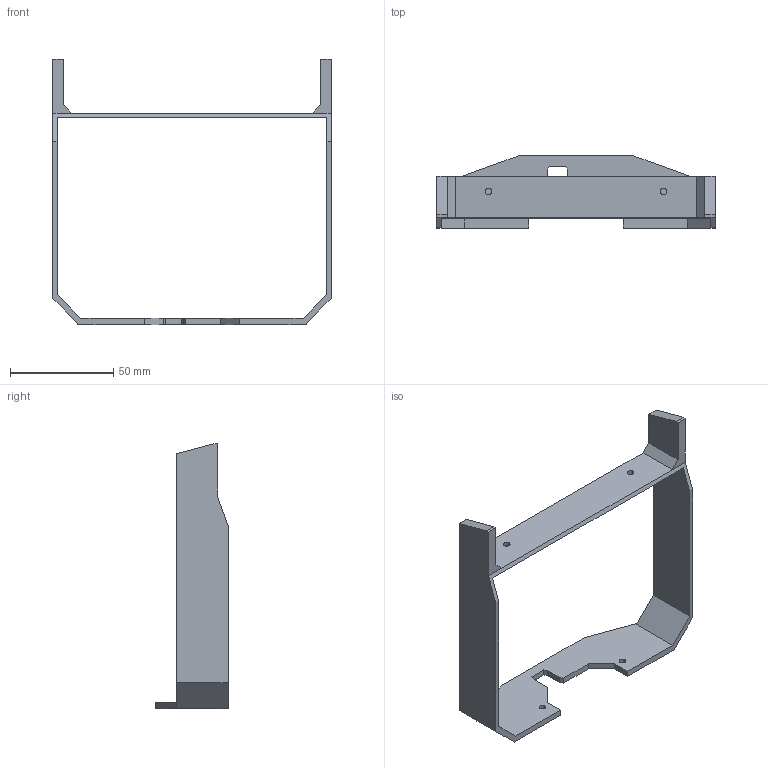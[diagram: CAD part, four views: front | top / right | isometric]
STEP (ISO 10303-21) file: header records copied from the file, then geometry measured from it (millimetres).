
FILE_DESCRIPTION (( 'STEP AP203' ), '1' );
FILE_NAME ('Bumper.step', '2023-12-20T10:19:24', ( '' ), ( '' ), 'SwSTEP 2.0', 'SolidWorks 2022', '' );
FILE_SCHEMA (( 'CONFIG_CONTROL_DESIGN' ));
Length unit declared in the file: millimetre
Products named in the file (1): Bumper
Bounding box: 135 x 35 x 128.58 mm (x, y, z)
Volume: 29517.8 mm3; surface area: 25782.4 mm2
Topology: 1 solids, 1 shells, 52 faces, 152 edges, 100 vertices
Faces by surface type: plane 44, cylinder 8
Entity records: 1797 total; most frequent: CARTESIAN_POINT 305, ORIENTED_EDGE 304, DIRECTION 274, EDGE_CURVE 152, LINE 136, VECTOR 136, VERTEX_POINT 100, AXIS2_PLACEMENT_3D 69
